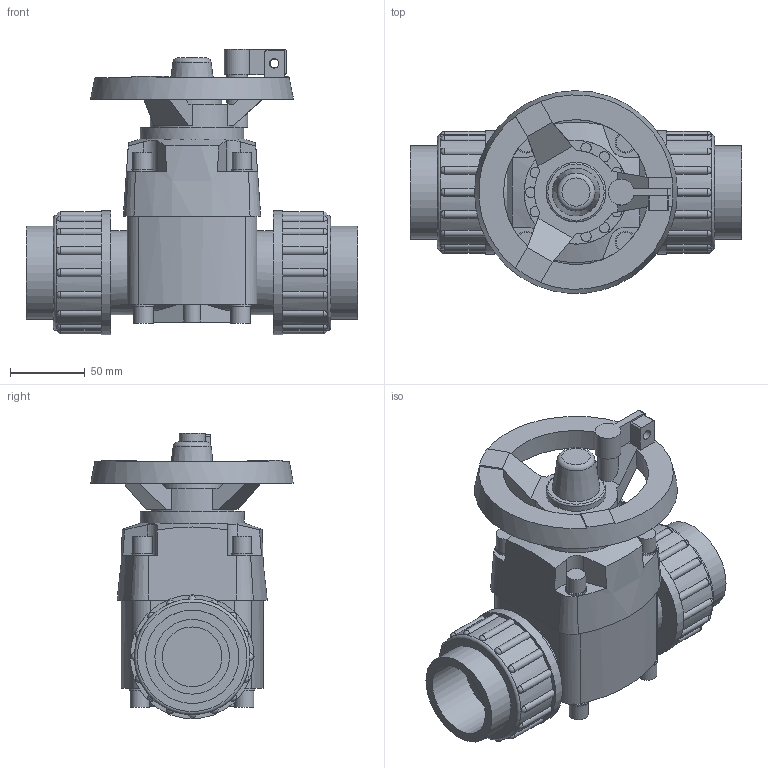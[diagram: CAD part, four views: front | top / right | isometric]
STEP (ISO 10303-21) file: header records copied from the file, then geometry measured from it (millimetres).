
FILE_DESCRIPTION((''),'2;1');
FILE_NAME('PV20001A050.stp','2022-02-17T13:47:12',('RL'),(''),'Autodesk Inventor 2012','Autodesk Inventor 2012','');
FILE_SCHEMA(('AUTOMOTIVE_DESIGN { 1 0 10303 214 1 1 1 1 }'));
Length unit declared in the file: millimetre
Products named in the file (1): PV20001A050
Bounding box: 222 x 135.81 x 191.33 mm (x, y, z)
Volume: 1436350.3 mm3; surface area: 177520.8 mm2
Topology: 1 solids, 4 shells, 302 faces, 780 edges, 514 vertices
Faces by surface type: plane 143, cylinder 113, sphere 32, cone 10, torus 4
Full cylindrical faces by diameter (mm): 5.667 x1, 6.476 x1, 6.75 x2, 6.96 x14, 12.889 x8, 13.92 x1, 14.178 x8, 40 x4, 40.02 x1, 50 x2, 56.1 x2, 62.48 x2, 62.5 x2, 67.23 x2, 69.6 x1, 77.467 x2, 83 x2, 97.143 x1, 106.857 x1, 126.286 x1
Entity records: 9785 total; most frequent: CARTESIAN_POINT 2306, DIRECTION 1553, ORIENTED_EDGE 1378, EDGE_CURVE 689, AXIS2_PLACEMENT_3D 652, VERTEX_POINT 489, EDGE_LOOP 404, CIRCLE 341
